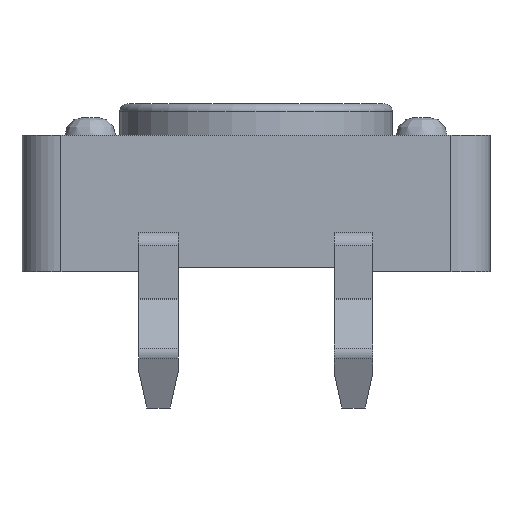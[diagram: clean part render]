
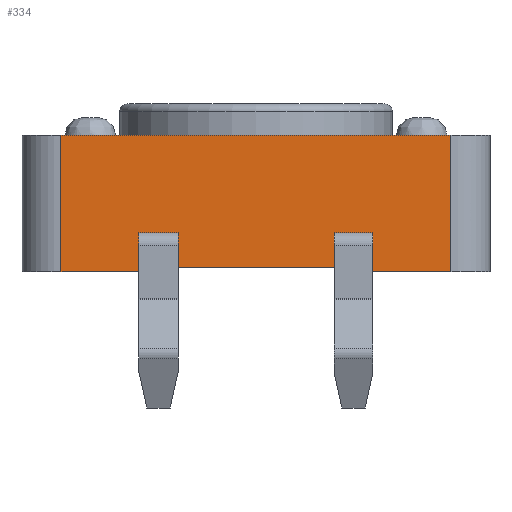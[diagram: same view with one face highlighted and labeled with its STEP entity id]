
A CAD part, left-side view. The second image highlights one B-rep face of the part: STEP entity #334.
In plain terms, the highlighted planar face has unit normal (-1, 0, 0).
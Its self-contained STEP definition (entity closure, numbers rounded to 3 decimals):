
#334 = ADVANCED_FACE( '', ( #772 ), #773, .F. );
#772 = FACE_OUTER_BOUND( '', #1444, .T. );
#773 = PLANE( '', #1445 );
#1444 = EDGE_LOOP( '', ( #2330, #2331, #2332, #2333, #2334, #2335, #2336, #2337 ) );
#1445 = AXIS2_PLACEMENT_3D( '', #2338, #2339, #2340 );
#2330 = ORIENTED_EDGE( '', *, *, #3525, .F. );
#2331 = ORIENTED_EDGE( '', *, *, #3526, .T. );
#2332 = ORIENTED_EDGE( '', *, *, #3289, .T. );
#2333 = ORIENTED_EDGE( '', *, *, #3527, .T. );
#2334 = ORIENTED_EDGE( '', *, *, #3528, .F. );
#2335 = ORIENTED_EDGE( '', *, *, #3529, .T. );
#2336 = ORIENTED_EDGE( '', *, *, #3530, .T. );
#2337 = ORIENTED_EDGE( '', *, *, #3531, .F. );
#2338 = CARTESIAN_POINT( '', ( -6., 6., 3.5 ) );
#2339 = DIRECTION( '', ( 1., 0., 0. ) );
#2340 = DIRECTION( '', ( 0., 0., -1. ) );
#3289 = EDGE_CURVE( '', #3925, #3933, #3935, .T. );
#3525 = EDGE_CURVE( '', #4308, #4309, #4310, .T. );
#3526 = EDGE_CURVE( '', #4308, #3925, #4311, .T. );
#3527 = EDGE_CURVE( '', #3933, #4312, #4313, .F. );
#3528 = EDGE_CURVE( '', #4314, #4312, #4315, .T. );
#3529 = EDGE_CURVE( '', #4314, #4316, #4317, .T. );
#3530 = EDGE_CURVE( '', #4316, #4318, #4319, .T. );
#3531 = EDGE_CURVE( '', #4309, #4318, #4320, .T. );
#3925 = VERTEX_POINT( '', #4826 );
#3933 = VERTEX_POINT( '', #4837 );
#3935 = LINE( '', #4839, #4840 );
#4308 = VERTEX_POINT( '', #5345 );
#4309 = VERTEX_POINT( '', #5346 );
#4310 = LINE( '', #5347, #5348 );
#4311 = LINE( '', #5349, #5350 );
#4312 = VERTEX_POINT( '', #5351 );
#4313 = LINE( '', #5352, #5353 );
#4314 = VERTEX_POINT( '', #5354 );
#4315 = LINE( '', #5355, #5356 );
#4316 = VERTEX_POINT( '', #5357 );
#4317 = LINE( '', #5358, #5359 );
#4318 = VERTEX_POINT( '', #5360 );
#4319 = LINE( '', #5361, #5362 );
#4320 = LINE( '', #5363, #5364 );
#4826 = CARTESIAN_POINT( '', ( -6., -2.5, 0. ) );
#4837 = CARTESIAN_POINT( '', ( -6., -5., 0. ) );
#4839 = CARTESIAN_POINT( '', ( -6., 6., 0. ) );
#4840 = VECTOR( '', #5928, 1000. );
#5345 = CARTESIAN_POINT( '', ( -6., -2.5, 0.1 ) );
#5346 = CARTESIAN_POINT( '', ( -6., 2.5, 0.1 ) );
#5347 = CARTESIAN_POINT( '', ( -6., -2.5, 0.1 ) );
#5348 = VECTOR( '', #6196, 1000. );
#5349 = CARTESIAN_POINT( '', ( -6., -2.5, 0.1 ) );
#5350 = VECTOR( '', #6197, 1000. );
#5351 = CARTESIAN_POINT( '', ( -6., -5., 3.5 ) );
#5352 = CARTESIAN_POINT( '', ( -6., -5., 3.5 ) );
#5353 = VECTOR( '', #6198, 1000. );
#5354 = CARTESIAN_POINT( '', ( -6., 5., 3.5 ) );
#5355 = CARTESIAN_POINT( '', ( -6., 6., 3.5 ) );
#5356 = VECTOR( '', #6199, 1000. );
#5357 = CARTESIAN_POINT( '', ( -6., 5., 0. ) );
#5358 = CARTESIAN_POINT( '', ( -6., 5., 3.5 ) );
#5359 = VECTOR( '', #6200, 1000. );
#5360 = CARTESIAN_POINT( '', ( -6., 2.5, 0. ) );
#5361 = CARTESIAN_POINT( '', ( -6., 6., 0. ) );
#5362 = VECTOR( '', #6201, 1000. );
#5363 = CARTESIAN_POINT( '', ( -6., 2.5, 0.1 ) );
#5364 = VECTOR( '', #6202, 1000. );
#5928 = DIRECTION( '', ( 0., -1., 0. ) );
#6196 = DIRECTION( '', ( 0., 1., 0. ) );
#6197 = DIRECTION( '', ( 0., 0., -1. ) );
#6198 = DIRECTION( '', ( 0., 0., -1. ) );
#6199 = DIRECTION( '', ( 0., -1., 0. ) );
#6200 = DIRECTION( '', ( 0., 0., -1. ) );
#6201 = DIRECTION( '', ( 0., -1., 0. ) );
#6202 = DIRECTION( '', ( 0., 0., -1. ) );
